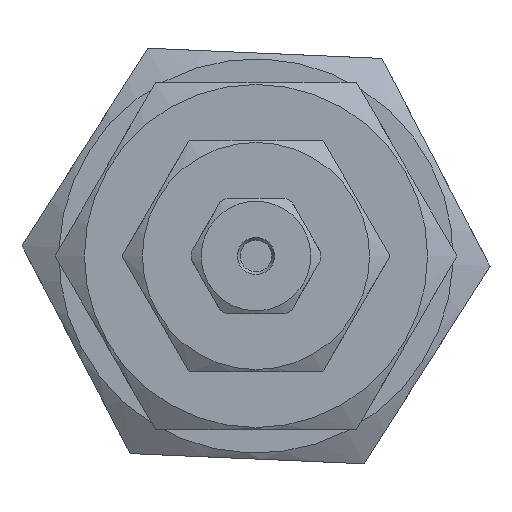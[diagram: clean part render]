
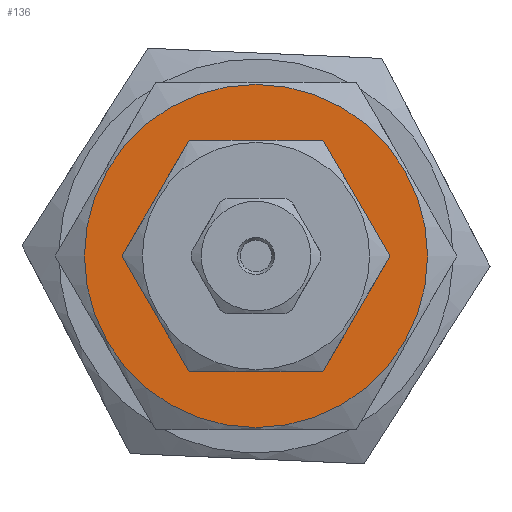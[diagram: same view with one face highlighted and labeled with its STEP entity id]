
A CAD part, left-side view. The second image highlights one B-rep face of the part: STEP entity #136.
In plain terms, the highlighted planar face has unit normal (-1, 0, 0).
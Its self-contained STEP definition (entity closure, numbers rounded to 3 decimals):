
#109=CARTESIAN_POINT('',(0.0,4.7,0.0));
#110=DIRECTION('',(-1.0,0.0,0.0));
#111=DIRECTION('',(0.0,0.0,1.0));
#112=AXIS2_PLACEMENT_3D('',#109,#110,#111);
#113=PLANE('',#112);
#114=CARTESIAN_POINT('',(0.0,9.4,0.0));
#115=VERTEX_POINT('',#114);
#116=CARTESIAN_POINT('',(0.,0.,0.0));
#117=DIRECTION('',(1.0,0.0,0.0));
#118=DIRECTION('',(0.0,1.0,0.0));
#119=AXIS2_PLACEMENT_3D('',#116,#117,#118);
#120=CIRCLE('',#119,9.4);
#121=EDGE_CURVE('',#115,#115,#120,.T.);
#122=ORIENTED_EDGE('',*,*,#121,.F.);
#123=EDGE_LOOP('',(#122));
#124=FACE_OUTER_BOUND('',#123,.T.);
#125=CARTESIAN_POINT('',(0.,-5.55,0.0));
#126=VERTEX_POINT('',#125);
#127=CARTESIAN_POINT('',(0.,0.,0.0));
#128=DIRECTION('',(1.0,0.0,0.0));
#129=DIRECTION('',(0.0,-1.0,0.0));
#130=AXIS2_PLACEMENT_3D('',#127,#128,#129);
#131=CIRCLE('',#130,5.55);
#132=EDGE_CURVE('',#126,#126,#131,.T.);
#133=ORIENTED_EDGE('',*,*,#132,.T.);
#134=EDGE_LOOP('',(#133));
#135=FACE_BOUND('',#134,.T.);
#136=ADVANCED_FACE('',(#124,#135),#113,.T.);
